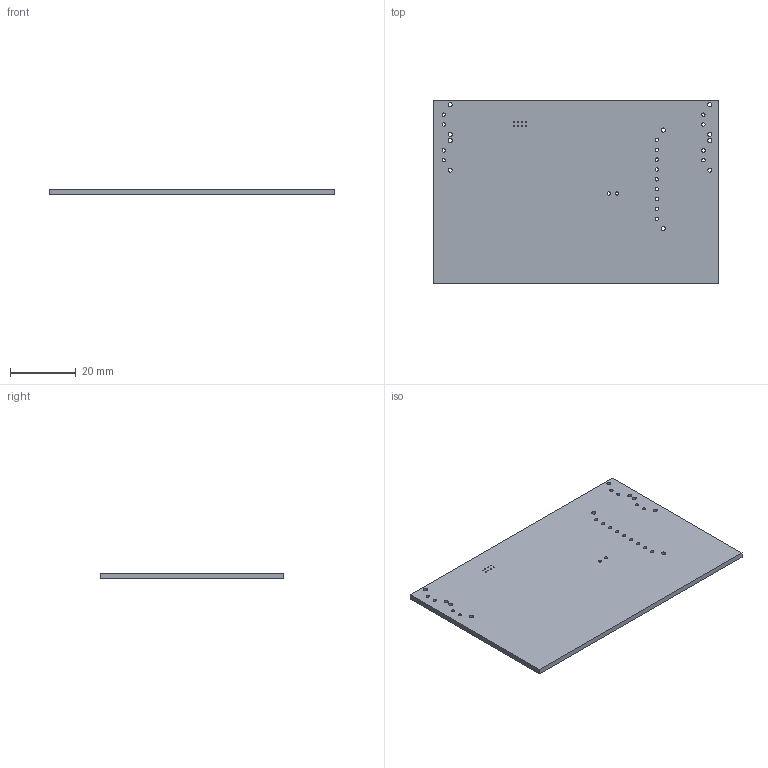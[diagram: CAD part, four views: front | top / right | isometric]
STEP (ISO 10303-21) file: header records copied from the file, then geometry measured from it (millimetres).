
FILE_DESCRIPTION(('KiCad electronic assembly'),'2;1');
FILE_NAME('SteeringHardware.step','2022-04-17T10:09:50',('Pcbnew'),( 'Kicad'),'Open CASCADE STEP processor 7.6','KiCad to STEP converter' ,'Unknown');
FILE_SCHEMA(('AUTOMOTIVE_DESIGN { 1 0 10303 214 1 1 1 1 }'));
Length unit declared in the file: millimetre
Products named in the file (2): SteeringHardware 1; SteeringHardware PCB
Assembly tree (1 placements, depth 2):
  SteeringHardware 1
    SteeringHardware PCB
Bounding box: 87 x 55.9 x 1.6 mm (x, y, z)
Volume: 7735.4 mm3; surface area: 10299.6 mm2
Topology: 1 solids, 1 shells, 43 faces, 123 edges, 82 vertices
Faces by surface type: cylinder 37, plane 6
Full cylindrical faces by diameter (mm): 0.3 x8, 1 x2, 1.02 x17, 1.27 x10
Entity records: 3245 total; most frequent: DIRECTION 533, CARTESIAN_POINT 496, ORIENTED_EDGE 246, PCURVE 246, DEFINITIONAL_REPRESENTATION 246, LINE 221, VECTOR 221, CIRCLE 148
